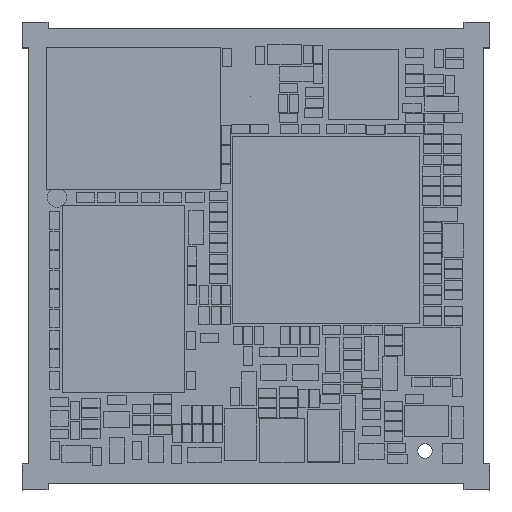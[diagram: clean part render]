
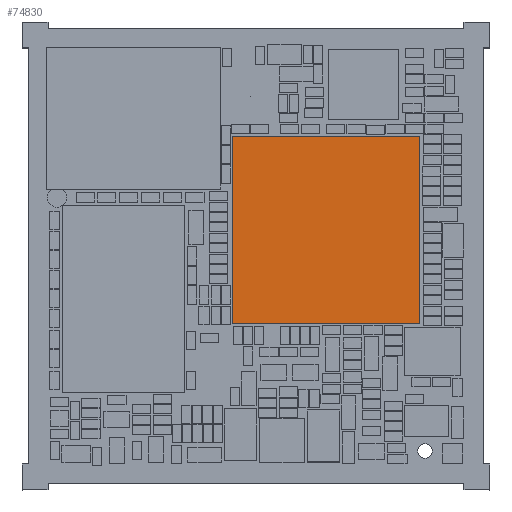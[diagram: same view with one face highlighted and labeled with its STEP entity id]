
A CAD part, top view. The second image highlights one B-rep face of the part: STEP entity #74830.
In plain terms, the highlighted planar face has unit normal (0, 0, 1).
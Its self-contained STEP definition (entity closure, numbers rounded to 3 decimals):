
#74516 = VERTEX_POINT('',#74517);
#74517 = CARTESIAN_POINT('',(16.2,27.2,1.32));
#74524 = PLANE('',#74525);
#74525 = AXIS2_PLACEMENT_3D('',#74526,#74527,#74528);
#74526 = CARTESIAN_POINT('',(16.2,27.2,0.));
#74527 = DIRECTION('',(1.,0.,0.));
#74528 = DIRECTION('',(0.,-1.,0.));
#74536 = PLANE('',#74537);
#74537 = AXIS2_PLACEMENT_3D('',#74538,#74539,#74540);
#74538 = CARTESIAN_POINT('',(30.6,27.2,0.));
#74539 = DIRECTION('',(0.,-1.,0.));
#74540 = DIRECTION('',(-1.,0.,0.));
#74548 = EDGE_CURVE('',#74516,#74549,#74551,.T.);
#74549 = VERTEX_POINT('',#74550);
#74550 = CARTESIAN_POINT('',(16.2,12.8,1.32));
#74551 = SURFACE_CURVE('',#74552,(#74556,#74563),.PCURVE_S1.);
#74552 = LINE('',#74553,#74554);
#74553 = CARTESIAN_POINT('',(16.2,27.2,1.32));
#74554 = VECTOR('',#74555,1.);
#74555 = DIRECTION('',(0.,-1.,0.));
#74556 = PCURVE('',#74524,#74557);
#74557 = DEFINITIONAL_REPRESENTATION('',(#74558),#74562);
#74558 = LINE('',#74559,#74560);
#74559 = CARTESIAN_POINT('',(0.,-1.32));
#74560 = VECTOR('',#74561,1.);
#74561 = DIRECTION('',(1.,0.));
#74562 = ( GEOMETRIC_REPRESENTATION_CONTEXT(2) 
PARAMETRIC_REPRESENTATION_CONTEXT() REPRESENTATION_CONTEXT('2D SPACE',''
  ) );
#74563 = PCURVE('',#74564,#74569);
#74564 = PLANE('',#74565);
#74565 = AXIS2_PLACEMENT_3D('',#74566,#74567,#74568);
#74566 = CARTESIAN_POINT('',(16.2,27.2,1.32));
#74567 = DIRECTION('',(0.,0.,-1.));
#74568 = DIRECTION('',(-1.,0.,0.));
#74569 = DEFINITIONAL_REPRESENTATION('',(#74570),#74574);
#74570 = LINE('',#74571,#74572);
#74571 = CARTESIAN_POINT('',(0.,0.));
#74572 = VECTOR('',#74573,1.);
#74573 = DIRECTION('',(0.,-1.));
#74574 = ( GEOMETRIC_REPRESENTATION_CONTEXT(2) 
PARAMETRIC_REPRESENTATION_CONTEXT() REPRESENTATION_CONTEXT('2D SPACE',''
  ) );
#74592 = PLANE('',#74593);
#74593 = AXIS2_PLACEMENT_3D('',#74594,#74595,#74596);
#74594 = CARTESIAN_POINT('',(16.2,12.8,0.));
#74595 = DIRECTION('',(0.,1.,0.));
#74596 = DIRECTION('',(1.,0.,0.));
#74636 = VERTEX_POINT('',#74637);
#74637 = CARTESIAN_POINT('',(30.6,27.2,1.32));
#74651 = PLANE('',#74652);
#74652 = AXIS2_PLACEMENT_3D('',#74653,#74654,#74655);
#74653 = CARTESIAN_POINT('',(30.6,12.8,0.));
#74654 = DIRECTION('',(-1.,0.,0.));
#74655 = DIRECTION('',(0.,1.,0.));
#74663 = EDGE_CURVE('',#74636,#74516,#74664,.T.);
#74664 = SURFACE_CURVE('',#74665,(#74669,#74676),.PCURVE_S1.);
#74665 = LINE('',#74666,#74667);
#74666 = CARTESIAN_POINT('',(30.6,27.2,1.32));
#74667 = VECTOR('',#74668,1.);
#74668 = DIRECTION('',(-1.,0.,0.));
#74669 = PCURVE('',#74536,#74670);
#74670 = DEFINITIONAL_REPRESENTATION('',(#74671),#74675);
#74671 = LINE('',#74672,#74673);
#74672 = CARTESIAN_POINT('',(0.,-1.32));
#74673 = VECTOR('',#74674,1.);
#74674 = DIRECTION('',(1.,0.));
#74675 = ( GEOMETRIC_REPRESENTATION_CONTEXT(2) 
PARAMETRIC_REPRESENTATION_CONTEXT() REPRESENTATION_CONTEXT('2D SPACE',''
  ) );
#74676 = PCURVE('',#74564,#74677);
#74677 = DEFINITIONAL_REPRESENTATION('',(#74678),#74682);
#74678 = LINE('',#74679,#74680);
#74679 = CARTESIAN_POINT('',(-14.4,0.));
#74680 = VECTOR('',#74681,1.);
#74681 = DIRECTION('',(1.,0.));
#74682 = ( GEOMETRIC_REPRESENTATION_CONTEXT(2) 
PARAMETRIC_REPRESENTATION_CONTEXT() REPRESENTATION_CONTEXT('2D SPACE',''
  ) );
#74710 = EDGE_CURVE('',#74549,#74711,#74713,.T.);
#74711 = VERTEX_POINT('',#74712);
#74712 = CARTESIAN_POINT('',(30.6,12.8,1.32));
#74713 = SURFACE_CURVE('',#74714,(#74718,#74725),.PCURVE_S1.);
#74714 = LINE('',#74715,#74716);
#74715 = CARTESIAN_POINT('',(16.2,12.8,1.32));
#74716 = VECTOR('',#74717,1.);
#74717 = DIRECTION('',(1.,0.,0.));
#74718 = PCURVE('',#74592,#74719);
#74719 = DEFINITIONAL_REPRESENTATION('',(#74720),#74724);
#74720 = LINE('',#74721,#74722);
#74721 = CARTESIAN_POINT('',(0.,-1.32));
#74722 = VECTOR('',#74723,1.);
#74723 = DIRECTION('',(1.,0.));
#74724 = ( GEOMETRIC_REPRESENTATION_CONTEXT(2) 
PARAMETRIC_REPRESENTATION_CONTEXT() REPRESENTATION_CONTEXT('2D SPACE',''
  ) );
#74725 = PCURVE('',#74564,#74726);
#74726 = DEFINITIONAL_REPRESENTATION('',(#74727),#74731);
#74727 = LINE('',#74728,#74729);
#74728 = CARTESIAN_POINT('',(0.,-14.4));
#74729 = VECTOR('',#74730,1.);
#74730 = DIRECTION('',(-1.,0.));
#74731 = ( GEOMETRIC_REPRESENTATION_CONTEXT(2) 
PARAMETRIC_REPRESENTATION_CONTEXT() REPRESENTATION_CONTEXT('2D SPACE',''
  ) );
#74781 = EDGE_CURVE('',#74711,#74636,#74782,.T.);
#74782 = SURFACE_CURVE('',#74783,(#74787,#74794),.PCURVE_S1.);
#74783 = LINE('',#74784,#74785);
#74784 = CARTESIAN_POINT('',(30.6,12.8,1.32));
#74785 = VECTOR('',#74786,1.);
#74786 = DIRECTION('',(0.,1.,0.));
#74787 = PCURVE('',#74651,#74788);
#74788 = DEFINITIONAL_REPRESENTATION('',(#74789),#74793);
#74789 = LINE('',#74790,#74791);
#74790 = CARTESIAN_POINT('',(0.,-1.32));
#74791 = VECTOR('',#74792,1.);
#74792 = DIRECTION('',(1.,0.));
#74793 = ( GEOMETRIC_REPRESENTATION_CONTEXT(2) 
PARAMETRIC_REPRESENTATION_CONTEXT() REPRESENTATION_CONTEXT('2D SPACE',''
  ) );
#74794 = PCURVE('',#74564,#74795);
#74795 = DEFINITIONAL_REPRESENTATION('',(#74796),#74800);
#74796 = LINE('',#74797,#74798);
#74797 = CARTESIAN_POINT('',(-14.4,-14.4));
#74798 = VECTOR('',#74799,1.);
#74799 = DIRECTION('',(0.,1.));
#74800 = ( GEOMETRIC_REPRESENTATION_CONTEXT(2) 
PARAMETRIC_REPRESENTATION_CONTEXT() REPRESENTATION_CONTEXT('2D SPACE',''
  ) );
#74830 = ADVANCED_FACE('',(#74831),#74564,.F.);
#74831 = FACE_BOUND('',#74832,.T.);
#74832 = EDGE_LOOP('',(#74833,#74834,#74835,#74836));
#74833 = ORIENTED_EDGE('',*,*,#74548,.T.);
#74834 = ORIENTED_EDGE('',*,*,#74710,.T.);
#74835 = ORIENTED_EDGE('',*,*,#74781,.T.);
#74836 = ORIENTED_EDGE('',*,*,#74663,.T.);
